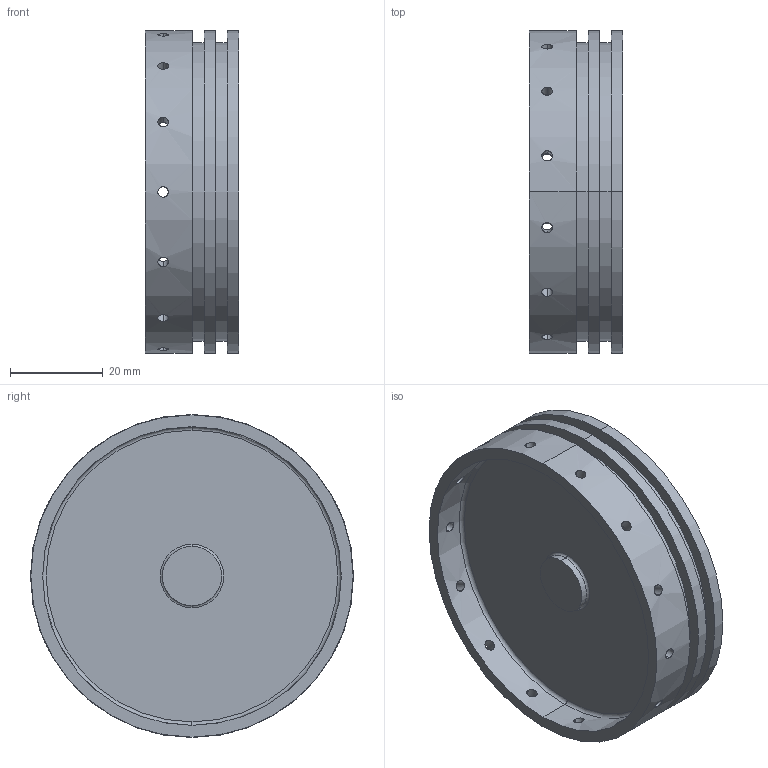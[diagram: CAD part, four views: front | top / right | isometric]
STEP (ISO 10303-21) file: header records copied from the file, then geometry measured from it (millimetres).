
FILE_DESCRIPTION (( 'STEP AP203' ), '1' );
FILE_NAME ('28096NakkaLambdaPressureBulkheadRev.STEP', '2020-12-31T13:44:35', ( '' ), ( '' ), 'SwSTEP 2.0', 'SolidWorks 2020', '' );
FILE_SCHEMA (( 'CONFIG_CONTROL_DESIGN' ));
Length unit declared in the file: inch
Products named in the file (1): 28096NakkaLambdaPressureBulkheadRev
Bounding box: 20.07 x 69.58 x 69.58 mm (x, y, z)
Volume: 20833.9 mm3; surface area: 17556.7 mm2
Topology: 1 solids, 1 shells, 99 faces, 224 edges, 134 vertices
Faces by surface type: cylinder 44, cone 42, plane 9, torus 4
Entity records: 3689 total; most frequent: CARTESIAN_POINT 1406, DIRECTION 450, ORIENTED_EDGE 448, EDGE_CURVE 224, AXIS2_PLACEMENT_3D 196, EDGE_LOOP 134, VERTEX_POINT 134, FACE_OUTER_BOUND 99
